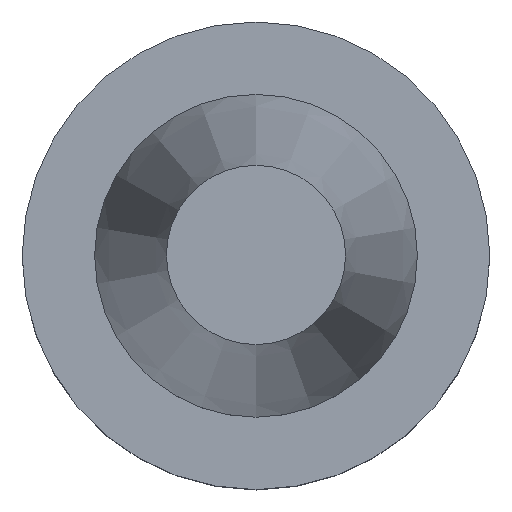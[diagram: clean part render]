
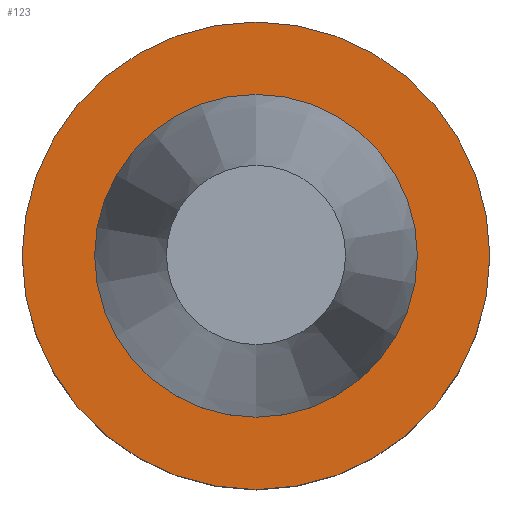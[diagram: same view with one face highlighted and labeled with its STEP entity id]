
A CAD part, top view. The second image highlights one B-rep face of the part: STEP entity #123.
In plain terms, the highlighted planar face has unit normal (0, 0, 1).
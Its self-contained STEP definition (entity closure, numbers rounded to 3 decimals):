
#92=EDGE_CURVE('Unnamed[1]',#226,#226,#227,.T.);
#123=ADVANCED_FACE('Unnamed[1]',(#275,#276),#277,.T.);
#180=EDGE_CURVE('Unnamed[1]',#362,#362,#363,.T.);
#226=VERTEX_POINT('',#408);
#227=CIRCLE('',#409,15.875);
#275=FACE_OUTER_BOUND('',#468,.T.);
#276=FACE_BOUND('',#469,.T.);
#277=PLANE('',#470);
#362=VERTEX_POINT('',#577);
#363=CIRCLE('',#578,23.0);
#408=CARTESIAN_POINT('',(0.,15.875,-1.));
#409=AXIS2_PLACEMENT_3D('',#605,#606,#607);
#468=EDGE_LOOP('',(#662));
#469=EDGE_LOOP('',(#663));
#470=AXIS2_PLACEMENT_3D('',#664,#665,#666);
#577=CARTESIAN_POINT('',(0.,23.0,-1.));
#578=AXIS2_PLACEMENT_3D('',#758,#759,#760);
#605=CARTESIAN_POINT('',(0.,0.,-1.0));
#606=DIRECTION('',(0.,0.,-1.0));
#607=DIRECTION('',(0.,1.0,0.));
#662=ORIENTED_EDGE('',*,*,#180,.F.);
#663=ORIENTED_EDGE('',*,*,#92,.T.);
#664=CARTESIAN_POINT('',(0.,19.438,-1.));
#665=DIRECTION('',(0.,0.,1.0));
#666=DIRECTION('',(0.,-1.0,0.));
#758=CARTESIAN_POINT('',(0.,0.,-1.0));
#759=DIRECTION('',(0.,0.,-1.0));
#760=DIRECTION('',(0.,1.0,0.));
